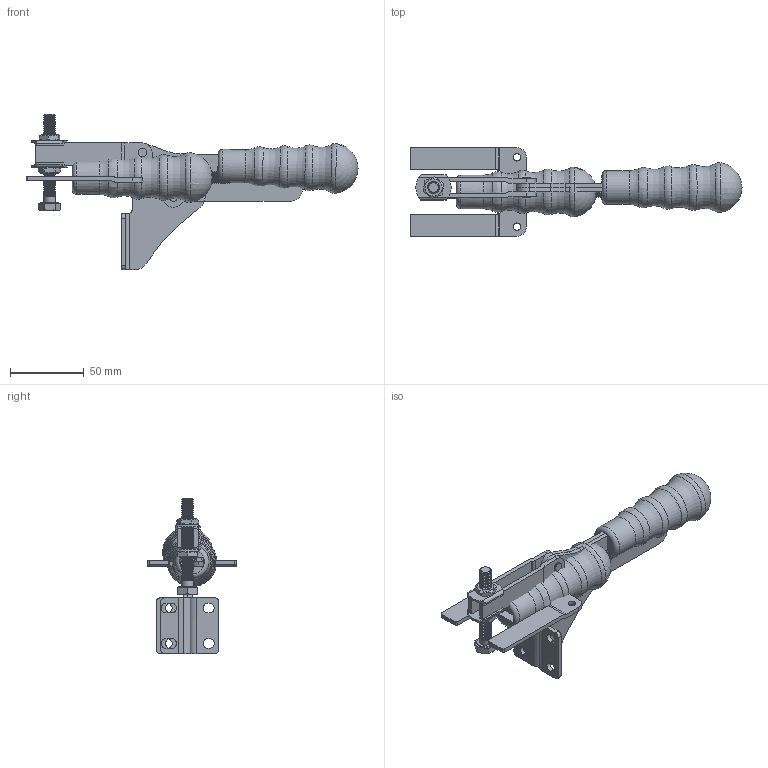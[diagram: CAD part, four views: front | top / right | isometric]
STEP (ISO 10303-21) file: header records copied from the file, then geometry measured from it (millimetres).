
FILE_DESCRIPTION( ( 'Unknown' ), '1' );
FILE_NAME( '131_UPINKA.stp', 'Unknown', ( 'Unknown' ), ( 'Unknown' ), 'PSStep 14.0', 'Unknown', ' ' );
FILE_SCHEMA( ( 'AUTOMOTIVE_DESIGN { 1 0 10303 214 1 1 1 1 }' ) );
Length unit declared in the file: millimetre
Products named in the file (19): Assem1; 800064_SROUB M8x60-CSN ISO 4017; 930004_PODLOZKA M8; 930004_PODLOZKA M8-oa0; 800005_MATICE M8_DIN4398; 800005_MATICE M8_DIN4398-oa1; 940003_RUKOJET 16x6; 720614_NYT 5x14; 720614_NYT 5x14-oa2; 720614_NYT 5x14-oa3; 720614_NYT 5x14-oa4; 131001_TELO L; 131000_TELO P; 131006_TAHLO; 131006_TAHLO-oa5; 131002_OVLADACI PAKA; 131002_OVLADACI PAKA-oa6; 131005_UPINACI PAKA L; 131004_UPINACI PAKA P
Bounding box: 225.04 x 60 x 105.5 mm (x, y, z)
Volume: 175631.1 mm3; surface area: 98994.3 mm2
Topology: 36 solids, 36 shells, 942 faces, 2182 edges, 1332 vertices
Faces by surface type: cylinder 322, plane 278, cone 222, torus 116, sphere 2, bspline 2
Full cylindrical faces by diameter (mm): 5 x40, 6 x16, 6.647 x12, 8 x90, 8.3 x4, 11.63 x2, 22.877 x2
Entity records: 16049 total; most frequent: CARTESIAN_POINT 2293, DIRECTION 2168, ORIENTED_EDGE 1626, AXIS2_PLACEMENT_3D 934, EDGE_CURVE 813, EDGE_LOOP 780, VERTEX_POINT 639, FACE_OUTER_BOUND 613
